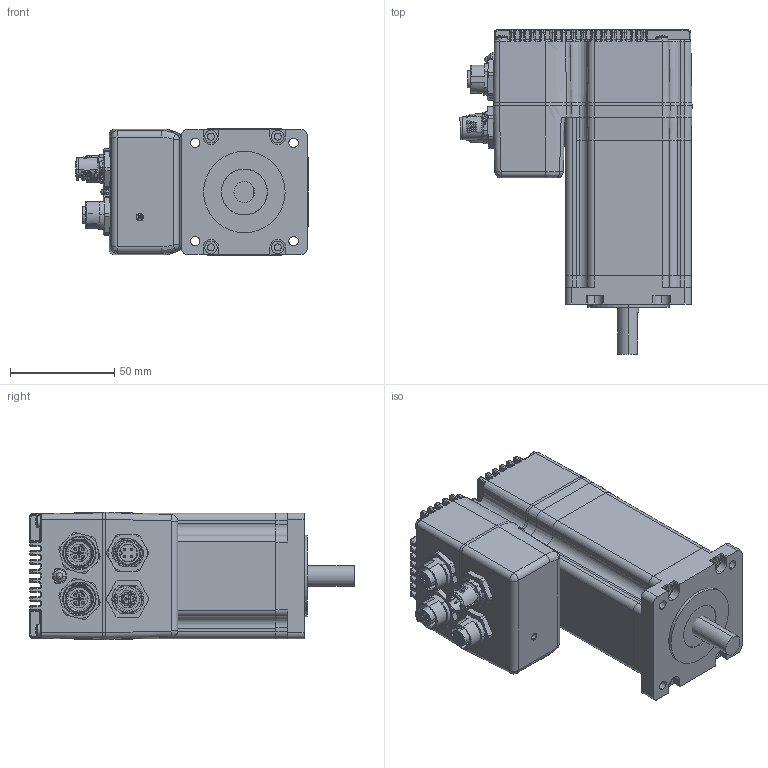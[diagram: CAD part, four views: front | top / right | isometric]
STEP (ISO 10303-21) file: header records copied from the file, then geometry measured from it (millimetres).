
FILE_DESCRIPTION (( 'STEP AP203' ), '1' );
FILE_NAME ('TXM24S-3RG.STEP', '2018-01-31T02:45:58', ( '' ), ( '' ), 'SwSTEP 2.0', 'SolidWorks 2015', '' );
FILE_SCHEMA (( 'CONFIG_CONTROL_DESIGN' ));
Products named in the file (1): TXM24S-3RG
Bounding box: 111.15 x 155.3 x 61.01 mm (x, y, z)
Surface area: 68849.6 mm2 (no closed solid volume)
Topology: 0 solids, 110 shells, 1584 faces, 4538 edges, 2958 vertices
Faces by surface type: cylinder 601, plane 432, bspline 389, cone 161, sphere 1
Entity records: 67897 total; most frequent: CARTESIAN_POINT 30396, ORIENTED_EDGE 7642, DIRECTION 7162, EDGE_CURVE 4447, VERTEX_POINT 2956, AXIS2_PLACEMENT_3D 2574, VECTOR 2014, LINE 2014
